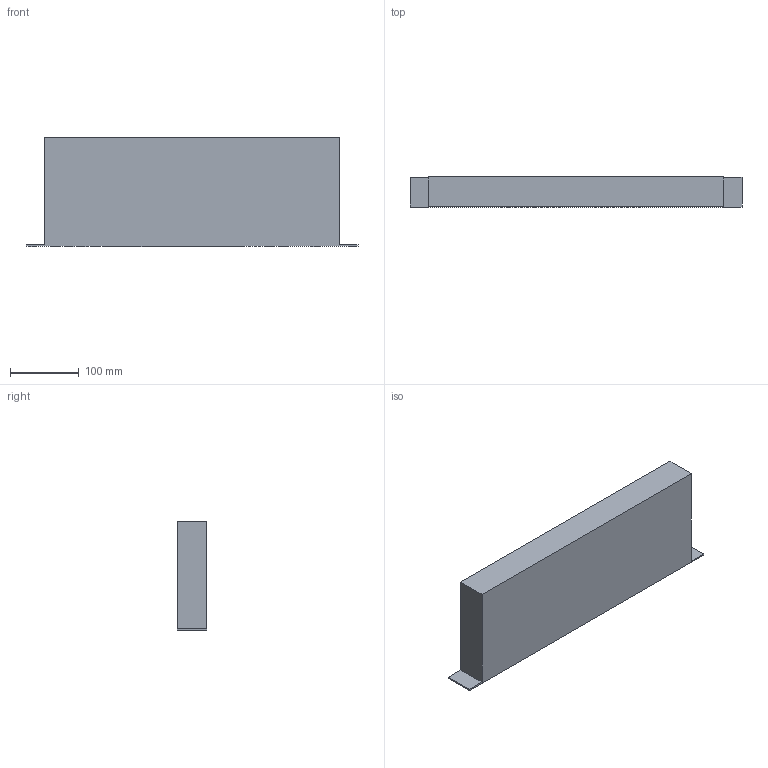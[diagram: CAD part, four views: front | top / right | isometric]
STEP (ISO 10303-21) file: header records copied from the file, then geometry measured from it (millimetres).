
FILE_DESCRIPTION (( 'STEP AP203' ), '1' );
FILE_NAME ('MES2324DC.STEP', '2022-09-27T04:28:14', ( '' ), ( '' ), 'SwSTEP 2.0', 'SolidWorks 2021', '' );
FILE_SCHEMA (( 'CONFIG_CONTROL_DESIGN' ));
Length unit declared in the file: millimetre
Products named in the file (1): MES2324DC
Bounding box: 482.6 x 43.6 x 159.3 mm (x, y, z)
Volume: 2975326.6 mm3; surface area: 194728.5 mm2
Topology: 1 solids, 1 shells, 504 faces, 1320 edges, 880 vertices
Faces by surface type: plane 436, cylinder 68
Entity records: 15377 total; most frequent: CARTESIAN_POINT 2705, ORIENTED_EDGE 2640, DIRECTION 2466, EDGE_CURVE 1320, LINE 1184, VECTOR 1184, VERTEX_POINT 880, AXIS2_PLACEMENT_3D 641
